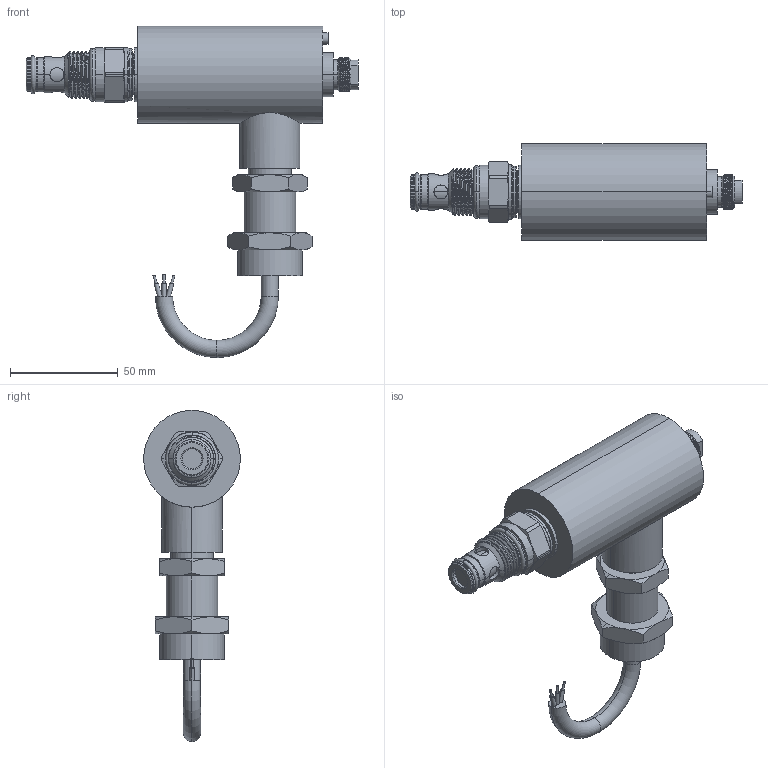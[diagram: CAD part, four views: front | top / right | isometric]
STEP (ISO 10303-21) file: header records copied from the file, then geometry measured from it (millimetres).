
FILE_DESCRIPTION (( 'STEP AP203' ), '1' );
FILE_NAME ('EP10W2E31N.STEP', '2023-11-08T07:32:09', ( '' ), ( '' ), 'SwSTEP 2.0', 'SolidWorks 2018', '' );
FILE_SCHEMA (( 'CONFIG_CONTROL_DESIGN' ));
Length unit declared in the file: millimetre
Products named in the file (1): EP10W2E31N
Bounding box: 154.4 x 45 x 154.07 mm (x, y, z)
Volume: 209047.7 mm3; surface area: 32883.7 mm2
Topology: 2 solids, 3 shells, 250 faces, 563 edges, 347 vertices
Faces by surface type: cylinder 106, plane 57, cone 53, torus 22, bspline 12
Entity records: 12484 total; most frequent: CARTESIAN_POINT 7055, ORIENTED_EDGE 1126, DIRECTION 1111, EDGE_CURVE 563, AXIS2_PLACEMENT_3D 476, VERTEX_POINT 347, EDGE_LOOP 282, FACE_OUTER_BOUND 250
